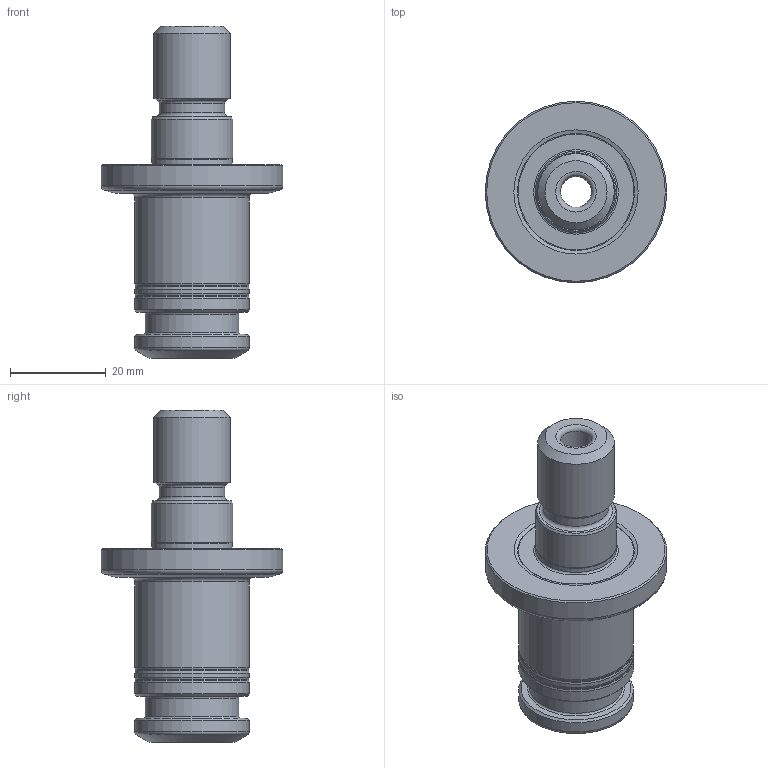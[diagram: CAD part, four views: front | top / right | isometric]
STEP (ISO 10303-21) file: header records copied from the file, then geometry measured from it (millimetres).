
FILE_DESCRIPTION(/* description */ (''),/* implementation_level */ '2;1');
FILE_NAME(/* name */ '826728151.stp',/* time_stamp */ '2021-09-03T15:39:03',/* author */ ('LRA'),/* organization */ ('REGO-FIX'),/* preprocessor_version */ ' Unknown',/* originating_system */ 'SIEMENS PLM Software Solid Edge ST10',/* authorization */ 'Unknown');
FILE_SCHEMA (('AUTOMOTIVE_DESIGN { 1 0 10303 214 2 1 1}'));
Length unit declared in the file: millimetre
Products named in the file (1): NOCUT
Bounding box: 38 x 38 x 69.5 mm (x, y, z)
Volume: 19499.7 mm3; surface area: 9260.5 mm2
Topology: 1 solids, 1 shells, 51 faces, 97 edges, 55 vertices
Faces by surface type: cone 16, torus 14, cylinder 12, plane 9
Full cylindrical faces by diameter (mm): 6.5 x1, 13.7 x1, 15 x1, 16 x1, 16.9 x1, 17 x1, 19.5 x1, 23.965 x4, 38 x1
Entity records: 1423 total; most frequent: DIRECTION 212, CARTESIAN_POINT 157, AXIS2_PLACEMENT_3D 106, ORIENTED_EDGE 102, EDGE_LOOP 102, FACE_BOUND 102, EDGE_CURVE 51, VERTEX_POINT 51
